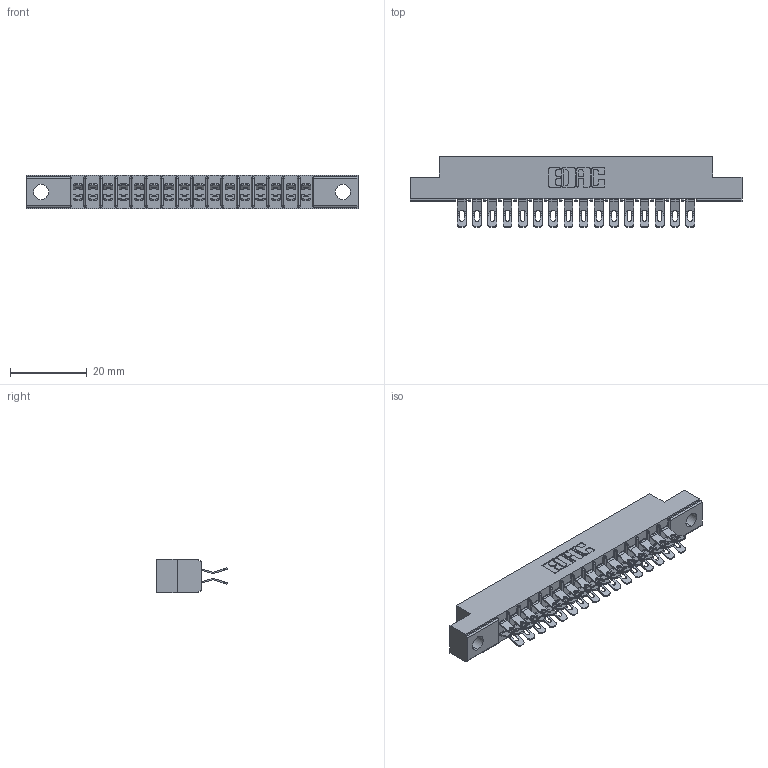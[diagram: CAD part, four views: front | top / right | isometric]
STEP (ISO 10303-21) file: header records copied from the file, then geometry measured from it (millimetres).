
FILE_DESCRIPTION (( 'STEP AP203' ), '1' );
FILE_NAME ('355-032-555-204.STEP', '2019-09-11T08:05:23', ( '' ), ( '' ), 'SwSTEP 2.0', 'SolidWorks 2016', '' );
FILE_SCHEMA (( 'CONFIG_CONTROL_DESIGN' ));
Length unit declared in the file: inch
Products named in the file (3): 305 Part_.156 Dia; 355-032-555-204; 305-290-001_555
Assembly tree (33 placements, depth 2):
  355-032-555-204
    305 Part_.156 Dia
    305-290-001_555  x32
Bounding box: 86.41 x 18.41 x 8.71 mm (x, y, z)
Volume: 5413.1 mm3; surface area: 10324.2 mm2
Topology: 33 solids, 33 shells, 2242 faces, 6672 edges, 4360 vertices
Faces by surface type: plane 1106, cylinder 1072, sphere 64
Entity records: 21531 total; most frequent: CARTESIAN_POINT 3586, ORIENTED_EDGE 3544, DIRECTION 3476, EDGE_CURVE 1772, LINE 1392, VECTOR 1392, VERTEX_POINT 1136, AXIS2_PLACEMENT_3D 1042
